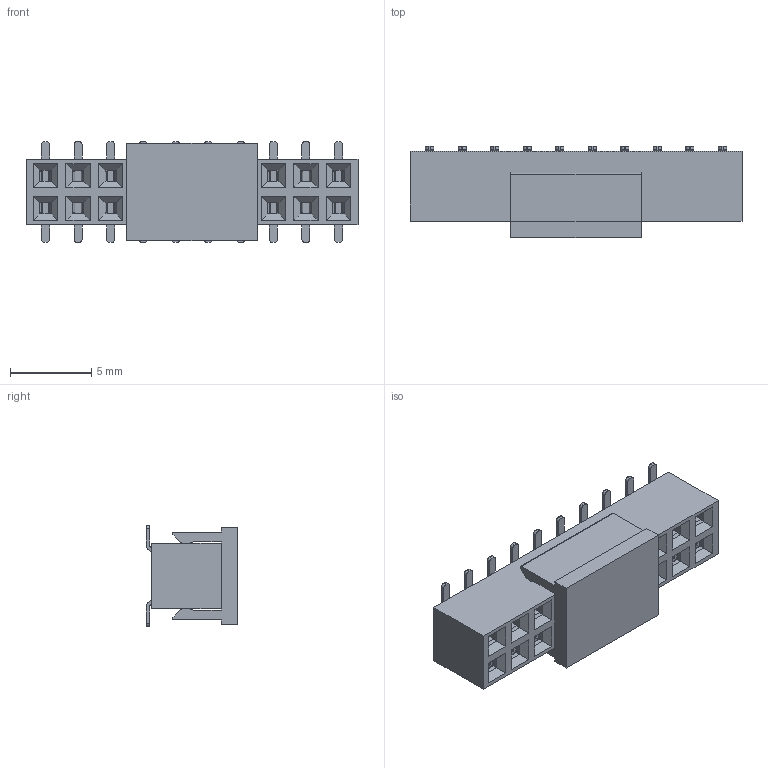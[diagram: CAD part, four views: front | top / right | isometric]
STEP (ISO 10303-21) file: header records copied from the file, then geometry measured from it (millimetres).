
FILE_DESCRIPTION( ('This file contains a STEP AP42 implementation' ,'as created by ZW3D STEP Interface translator.') ,'2;1' );
FILE_NAME( '2243N-2XXMXXCUNX1.stp' ,'23 419.103153', (''), ('ZWCAD Software Co.'), 'Version 1.0', 'ZW3D to STEP translator', '' );
FILE_SCHEMA(('AUTOMOTIVE_DESIGN { 1 0 10303 214 1 1 1 1 }'));
Length unit declared in the file: millimetre
Products named in the file (2): 0; 2243N-210MXXCUNX2
Bounding box: 20.4 x 5.6 x 6.2 mm (x, y, z)
Volume: 324.4 mm3; surface area: 1230 mm2
Topology: 1 solids, 9 shells, 1658 faces, 4566 edges, 2976 vertices
Faces by surface type: plane 1052, cylinder 606
Entity records: 55131 total; most frequent: CARTESIAN_POINT 10641, ORIENTED_EDGE 9132, DIRECTION 8756, EDGE_CURVE 4566, VECTOR 3294, LINE 3294, VERTEX_POINT 2976, AXIS2_PLACEMENT_3D 2731
